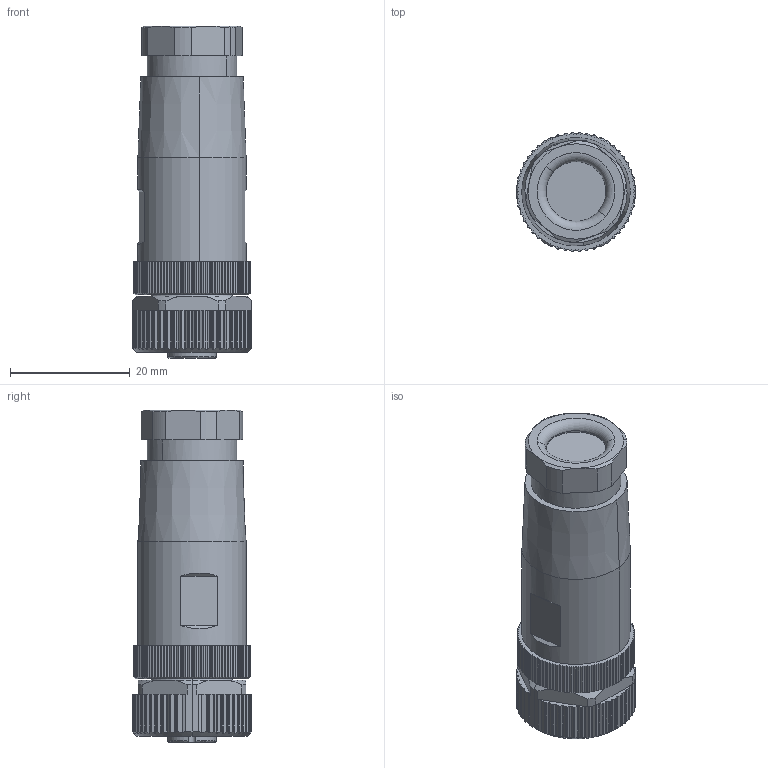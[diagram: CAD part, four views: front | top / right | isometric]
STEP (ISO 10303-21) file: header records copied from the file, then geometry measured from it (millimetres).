
FILE_DESCRIPTION((''),'2;1');
FILE_NAME('234951_ASM','2023-07-25T15:46:49',('banengservice'),('BANNER ENGINEERING'),'CREO PARAMETRIC BY PTC INC, 2022414','CREO PARAMETRIC BY PTC INC, 2022414','');
FILE_SCHEMA(('CONFIG_CONTROL_DESIGN'));
Length unit declared in the file: millimetre
Products named in the file (2): 234951_EP01; 234951_ASM
Assembly tree (1 placements, depth 2):
  234951_ASM
    234951_EP01
Bounding box: 19.84 x 19.96 x 55.5 mm (x, y, z)
Volume: 13228.8 mm3; surface area: 5161.6 mm2
Topology: 1 solids, 1 shells, 748 faces, 2115 edges, 1397 vertices
Faces by surface type: plane 363, cylinder 335, cone 42, torus 8
Entity records: 25435 total; most frequent: CARTESIAN_POINT 6338, ORIENTED_EDGE 4230, DIRECTION 3745, EDGE_CURVE 2115, VERTEX_POINT 1397, AXIS2_PLACEMENT_3D 1361, VECTOR 1023, LINE 1023
